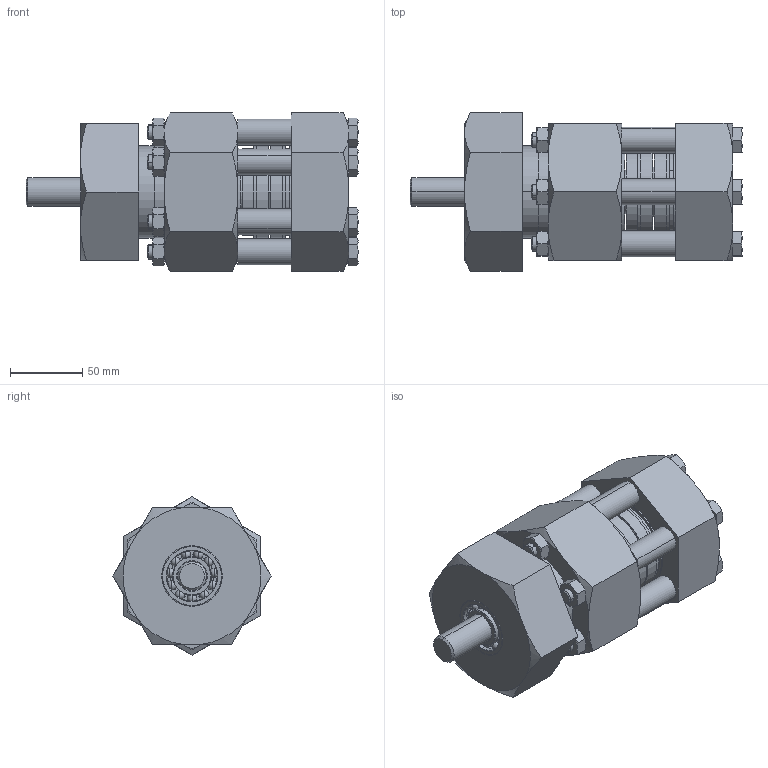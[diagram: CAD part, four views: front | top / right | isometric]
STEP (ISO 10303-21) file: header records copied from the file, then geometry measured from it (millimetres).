
FILE_DESCRIPTION(/* description */ ('VariCAD 2021-1.02 AP-214'),/* implementation_level */ '2;1');
FILE_NAME(/* name */ '03_160127_Alternative_Design.stp',/* time_stamp */ '2021-09-04T11:04:22+02:00',/* author */ (''),/* organization */ (''),/* preprocessor_version */ 'VariCAD 2021-1.02',/* originating_system */ 'VariCAD 2021-1.02; kernel version (20180118)',/* authorisation */ '');
FILE_SCHEMA(('AUTOMOTIVE_DESIGN'));
Length unit declared in the file: millimetre
Products named in the file (53): 03_160127_Alternative_Design; Nut M10; Screw M10x140; Screw M64x120; Screw M20x200; Nut M64
Assembly tree (52 placements, depth 2):
  03_160127_Alternative_Design
    (unnamed)
    (unnamed)
    (unnamed)
    (unnamed)
    (unnamed)
    (unnamed)
    (unnamed)
    (unnamed)
    (unnamed)
    (unnamed)
    (unnamed)
    (unnamed)
    (unnamed)
    (unnamed)
    (unnamed)
    (unnamed)
    (unnamed)
    (unnamed)
    (unnamed)
    (unnamed)
    (unnamed)
    (unnamed)
    (unnamed)
    (unnamed)
    (unnamed)
    (unnamed)
    (unnamed)
    (unnamed)
    (unnamed)
    (unnamed)
    (unnamed)
    (unnamed)
    (unnamed)
    Nut M10
    Nut M10
    Nut M10
    Nut M10
    Nut M10
    Nut M10
    Screw M10x140
    Screw M10x140
    Screw M10x140
    Screw M10x140
    Screw M10x140
    Screw M10x140
    Screw M64x120
    (unnamed)
    Screw M20x200
    Screw M64x120
    Nut M64
    (unnamed)
    (unnamed)
Bounding box: 230.4 x 109.7 x 109.7 mm (x, y, z)
Volume: 1216245.4 mm3; surface area: 260543 mm2
Topology: 52 solids, 52 shells, 673 faces, 1620 edges, 982 vertices
Faces by surface type: cone 202, cylinder 182, plane 177, sphere 88, torus 24
Entity records: 23803 total; most frequent: CARTESIAN_POINT 4956, DIRECTION 3604, ORIENTED_EDGE 3064, AXIS2_PLACEMENT_3D 1534, EDGE_CURVE 1532, VERTEX_POINT 982, EDGE_LOOP 774, CIRCLE 704
